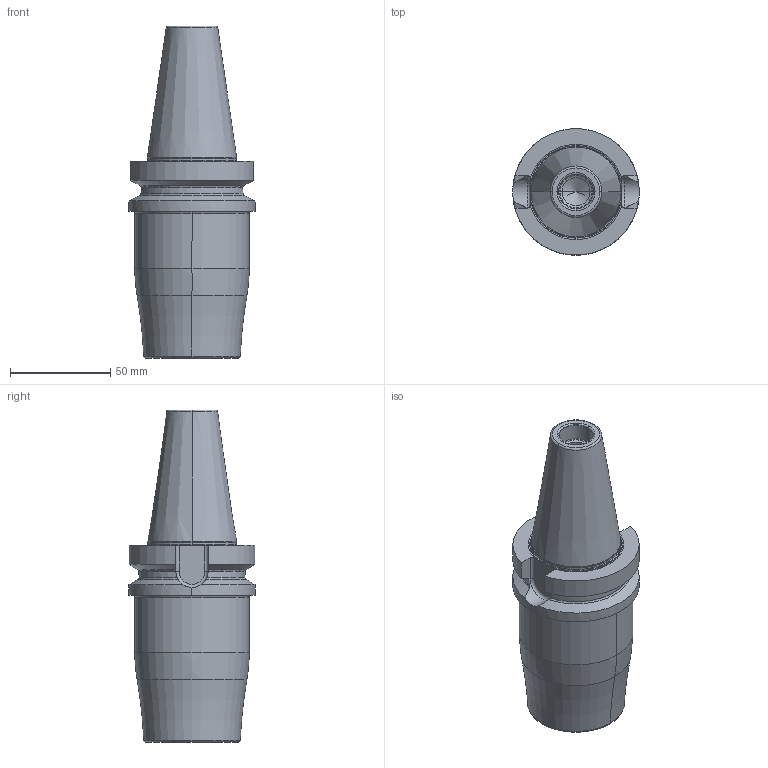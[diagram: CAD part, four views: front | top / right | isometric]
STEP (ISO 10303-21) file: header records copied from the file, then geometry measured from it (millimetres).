
FILE_DESCRIPTION((''),'2;1');
FILE_NAME('607932795-000-00-E43','2023-05-03T09:18:51',('liebchenm'),(''),'CREO PARAMETRIC BY PTC INC, 2021184','CREO PARAMETRIC BY PTC INC, 2021184','');
FILE_SCHEMA(('AP242_MANAGED_MODEL_BASED_3D_ENGINEERING_MIM_LF { 1 0 10303 442 1 1 4 }'));
Length unit declared in the file: millimetre
Products named in the file (1): 607932795-000-00-E43
Bounding box: 63 x 63 x 165.4 mm (x, y, z)
Volume: 267654.9 mm3; surface area: 37702 mm2
Topology: 1 solids, 2 shells, 80 faces, 192 edges, 117 vertices
Faces by surface type: cylinder 24, torus 24, cone 16, plane 14, bspline 2
Entity records: 3803 total; most frequent: CARTESIAN_POINT 765, DIRECTION 419, ORIENTED_EDGE 374, PRESENTATION_STYLE_ASSIGNMENT 196, STYLED_ITEM 196, CURVE_STYLE 194, EDGE_CURVE 190, AXIS2_PLACEMENT_3D 186
